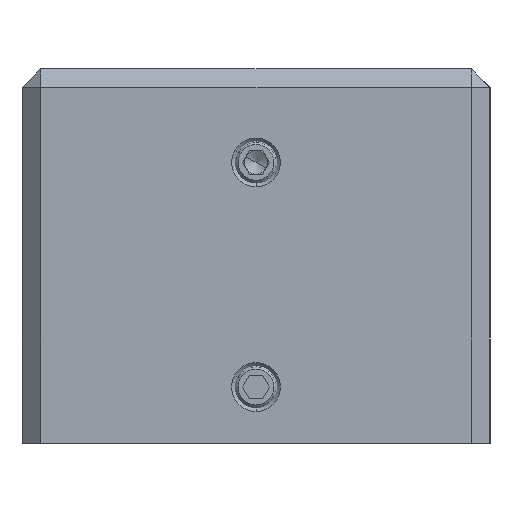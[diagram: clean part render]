
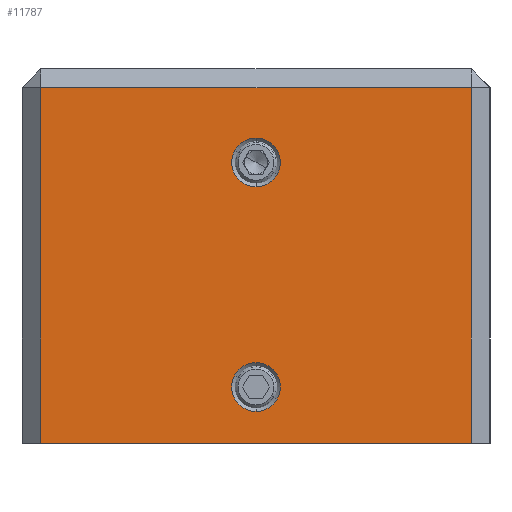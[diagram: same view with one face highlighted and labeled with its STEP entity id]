
A CAD part, left-side view. The second image highlights one B-rep face of the part: STEP entity #11787.
In plain terms, the highlighted planar face has unit normal (-1, 0, 0).
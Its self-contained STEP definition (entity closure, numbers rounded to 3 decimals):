
#133 = VERTEX_POINT ( 'NONE', #11939 ) ;
#351 = DIRECTION ( 'NONE',  ( 0., 1., 0. ) ) ;
#646 = AXIS2_PLACEMENT_3D ( 'NONE', #15751, #15668, #13696 ) ;
#1396 = CARTESIAN_POINT ( 'NONE',  ( -35., 0., -16.6 ) ) ;
#1399 = VERTEX_POINT ( 'NONE', #1396 ) ;
#1558 = LINE ( 'NONE', #2369, #5345 ) ;
#1777 = ORIENTED_EDGE ( 'NONE', *, *, #13439, .T. ) ;
#2315 = CARTESIAN_POINT ( 'NONE',  ( -35., -23., 20. ) ) ;
#2369 = CARTESIAN_POINT ( 'NONE',  ( -35., 25., 18. ) ) ;
#2749 = LINE ( 'NONE', #12162, #5359 ) ;
#3334 = VERTEX_POINT ( 'NONE', #16823 ) ;
#4103 = DIRECTION ( 'NONE',  ( 1., 0., 0. ) ) ;
#4258 = VERTEX_POINT ( 'NONE', #17420 ) ;
#4342 = VECTOR ( 'NONE', #11825, 1000. ) ;
#4426 = AXIS2_PLACEMENT_3D ( 'NONE', #9636, #11494, #5968 ) ;
#5060 = EDGE_CURVE ( 'NONE', #1399, #3334, #16211, .T. ) ;
#5118 = VERTEX_POINT ( 'NONE', #15006 ) ;
#5345 = VECTOR ( 'NONE', #7994, 1000. ) ;
#5359 = VECTOR ( 'NONE', #8524, 1000. ) ;
#5968 = DIRECTION ( 'NONE',  ( 0., 1., 0. ) ) ;
#6458 = ORIENTED_EDGE ( 'NONE', *, *, #20291, .T. ) ;
#6822 = LINE ( 'NONE', #13875, #10329 ) ;
#7772 = EDGE_CURVE ( 'NONE', #22183, #133, #18470, .T. ) ;
#7994 = DIRECTION ( 'NONE',  ( 0., 1., 0. ) ) ;
#8524 = DIRECTION ( 'NONE',  ( 0., -1., 0. ) ) ;
#8646 = EDGE_CURVE ( 'NONE', #133, #22183, #15114, .T. ) ;
#8916 = EDGE_LOOP ( 'NONE', ( #10545, #17028 ) ) ;
#8957 = EDGE_CURVE ( 'NONE', #4258, #5118, #14234, .T. ) ;
#9407 = ORIENTED_EDGE ( 'NONE', *, *, #8646, .T. ) ;
#9636 = CARTESIAN_POINT ( 'NONE',  ( -35., 25., 20. ) ) ;
#9739 = AXIS2_PLACEMENT_3D ( 'NONE', #20903, #4103, #351 ) ;
#9801 = PLANE ( 'NONE',  #4426 ) ;
#10329 = VECTOR ( 'NONE', #12086, 1000. ) ;
#10545 = ORIENTED_EDGE ( 'NONE', *, *, #12665, .T. ) ;
#11494 = DIRECTION ( 'NONE',  ( 1., 0., 0. ) ) ;
#11567 = CARTESIAN_POINT ( 'NONE',  ( -35., 0., 12.6 ) ) ;
#11787 = ADVANCED_FACE ( 'NONE', ( #17059, #15309, #14144 ), #9801, .F. ) ;
#11825 = DIRECTION ( 'NONE',  ( 0., 0., 1. ) ) ;
#11939 = CARTESIAN_POINT ( 'NONE',  ( -35., 0., 7.4 ) ) ;
#11991 = DIRECTION ( 'NONE',  ( 0., 1., 0. ) ) ;
#12086 = DIRECTION ( 'NONE',  ( 0., 0., -1. ) ) ;
#12162 = CARTESIAN_POINT ( 'NONE',  ( -35., 25., -20. ) ) ;
#12362 = CIRCLE ( 'NONE', #9739, 2.6 ) ;
#12665 = EDGE_CURVE ( 'NONE', #3334, #1399, #12362, .T. ) ;
#13209 = AXIS2_PLACEMENT_3D ( 'NONE', #13276, #16947, #17190 ) ;
#13276 = CARTESIAN_POINT ( 'NONE',  ( -35., 0., -14. ) ) ;
#13439 = EDGE_CURVE ( 'NONE', #22189, #4258, #2749, .T. ) ;
#13665 = CARTESIAN_POINT ( 'NONE',  ( -35., 23., 18. ) ) ;
#13696 = DIRECTION ( 'NONE',  ( 0., 1., 0. ) ) ;
#13875 = CARTESIAN_POINT ( 'NONE',  ( -35., 23., 20. ) ) ;
#14144 = FACE_OUTER_BOUND ( 'NONE', #23888, .T. ) ;
#14234 = LINE ( 'NONE', #2315, #4342 ) ;
#15006 = CARTESIAN_POINT ( 'NONE',  ( -35., -23., 18. ) ) ;
#15114 = CIRCLE ( 'NONE', #21360, 2.6 ) ;
#15309 = FACE_BOUND ( 'NONE', #8916, .T. ) ;
#15668 = DIRECTION ( 'NONE',  ( 1., 0., 0. ) ) ;
#15751 = CARTESIAN_POINT ( 'NONE',  ( -35., 0., 10. ) ) ;
#15856 = VERTEX_POINT ( 'NONE', #13665 ) ;
#16186 = ORIENTED_EDGE ( 'NONE', *, *, #7772, .T. ) ;
#16211 = CIRCLE ( 'NONE', #13209, 2.6 ) ;
#16823 = CARTESIAN_POINT ( 'NONE',  ( -35., 0., -11.4 ) ) ;
#16947 = DIRECTION ( 'NONE',  ( 1., 0., 0. ) ) ;
#17028 = ORIENTED_EDGE ( 'NONE', *, *, #5060, .T. ) ;
#17032 = CARTESIAN_POINT ( 'NONE',  ( -35., 23., -20. ) ) ;
#17059 = FACE_BOUND ( 'NONE', #23412, .T. ) ;
#17190 = DIRECTION ( 'NONE',  ( 0., 1., 0. ) ) ;
#17420 = CARTESIAN_POINT ( 'NONE',  ( -35., -23., -20. ) ) ;
#17896 = ORIENTED_EDGE ( 'NONE', *, *, #8957, .T. ) ;
#18308 = ORIENTED_EDGE ( 'NONE', *, *, #20919, .T. ) ;
#18470 = CIRCLE ( 'NONE', #646, 2.6 ) ;
#19380 = CARTESIAN_POINT ( 'NONE',  ( -35., 0., 10. ) ) ;
#20291 = EDGE_CURVE ( 'NONE', #15856, #22189, #6822, .T. ) ;
#20903 = CARTESIAN_POINT ( 'NONE',  ( -35., 0., -14. ) ) ;
#20919 = EDGE_CURVE ( 'NONE', #5118, #15856, #1558, .T. ) ;
#21360 = AXIS2_PLACEMENT_3D ( 'NONE', #19380, #23174, #11991 ) ;
#22183 = VERTEX_POINT ( 'NONE', #11567 ) ;
#22189 = VERTEX_POINT ( 'NONE', #17032 ) ;
#23174 = DIRECTION ( 'NONE',  ( 1., 0., 0. ) ) ;
#23412 = EDGE_LOOP ( 'NONE', ( #16186, #9407 ) ) ;
#23888 = EDGE_LOOP ( 'NONE', ( #1777, #17896, #18308, #6458 ) ) ;
